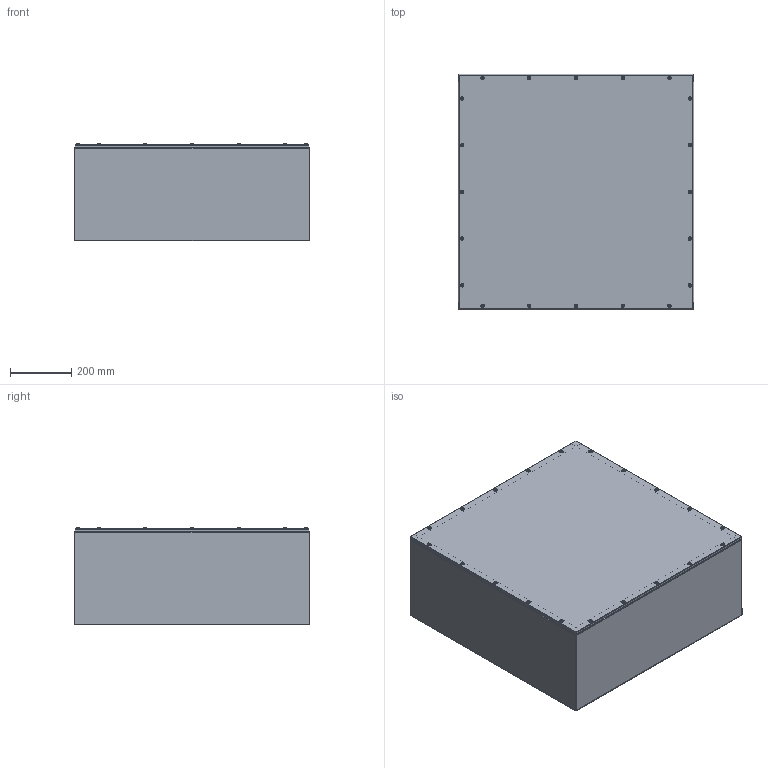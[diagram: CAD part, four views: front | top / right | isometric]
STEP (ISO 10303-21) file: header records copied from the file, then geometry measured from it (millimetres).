
FILE_DESCRIPTION(/* description */ ('30 X30 LID GALV'),/* implementation_level */ '2;1');
FILE_NAME(/* name */ 'WA303012GSCG.stp',/* time_stamp */ '2014-03-27T10:37:19+05:00',/* author */ ('ps'),/* organization */ (''),/* preprocessor_version */ 'ST-DEVELOPER v15.2',/* originating_system */ 'Autodesk Inventor 2014',/* authorisation */ '');
FILE_SCHEMA (('AUTOMOTIVE_DESIGN { 1 0 10303 214 3 1 1 }'));
Length unit declared in the file: inch
Products named in the file (10): WA3030GSCGLP; 30; WA303012GSCGBLR; WA303012GSCGBTM; WA303012GSCGTEW; 34984; 37210; 39035; 39077; WA303012GSCG
Bounding box: 768.35 x 768.35 x 319.22 mm (x, y, z)
Volume: 5502592.4 mm3; surface area: 4514731.3 mm2
Topology: 88 solids, 88 shells, 1696 faces, 4188 edges, 2708 vertices
Faces by surface type: plane 964, cylinder 312, cone 260, torus 120, sphere 40
Full cylindrical faces by diameter (mm): 3.962 x20, 4.255 x20, 4.775 x20, 4.978 x20, 6.299 x20, 6.528 x20, 7.061 x20, 7.137 x20, 10.312 x20, 11.112 x20, 11.506 x20
Entity records: 6745 total; most frequent: CARTESIAN_POINT 1212, DIRECTION 1156, ORIENTED_EDGE 852, AXIS2_PLACEMENT_3D 464, EDGE_CURVE 426, EDGE_LOOP 336, VERTEX_POINT 304, LINE 228
